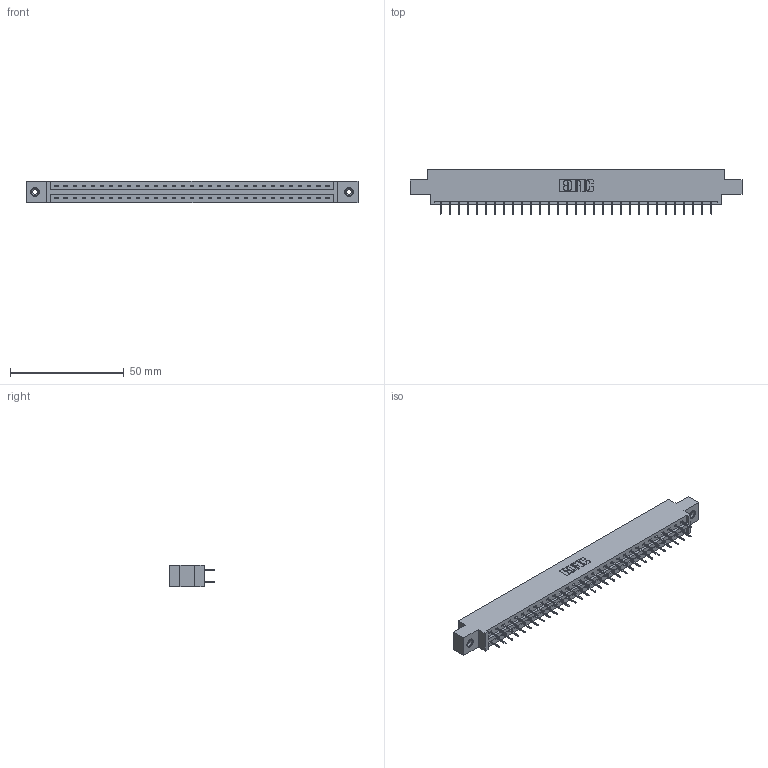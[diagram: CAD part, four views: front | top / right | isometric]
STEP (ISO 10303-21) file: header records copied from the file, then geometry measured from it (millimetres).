
FILE_DESCRIPTION (( 'STEP AP203' ), '1' );
FILE_NAME ('337-062-524-808.STEP', '2019-10-11T22:35:53', ( '' ), ( '' ), 'SwSTEP 2.0', 'SolidWorks 2016', '' );
FILE_SCHEMA (( 'CONFIG_CONTROL_DESIGN' ));
Length unit declared in the file: inch
Products named in the file (4): 345-250-001_345-250-003-102; 337-062-524-808; 345-292-001_345-293-124; 337 Part_0.170 Offset - 0.156 Dia-TI
Assembly tree (65 placements, depth 2):
  337-062-524-808
    337 Part_0.170 Offset - 0.156 Dia-TI
    345-292-001_345-293-124  x62
    345-250-001_345-250-003-102  x2
Bounding box: 145.85 x 19.69 x 9.4 mm (x, y, z)
Volume: 15006.2 mm3; surface area: 16698.9 mm2
Topology: 65 solids, 65 shells, 3774 faces, 10689 edges, 6870 vertices
Faces by surface type: plane 2834, cylinder 924, cone 12, torus 4
Entity records: 26850 total; most frequent: CARTESIAN_POINT 4513, ORIENTED_EDGE 4442, DIRECTION 3891, EDGE_CURVE 2221, VECTOR 2077, LINE 2077, VERTEX_POINT 1472, AXIS2_PLACEMENT_3D 907
